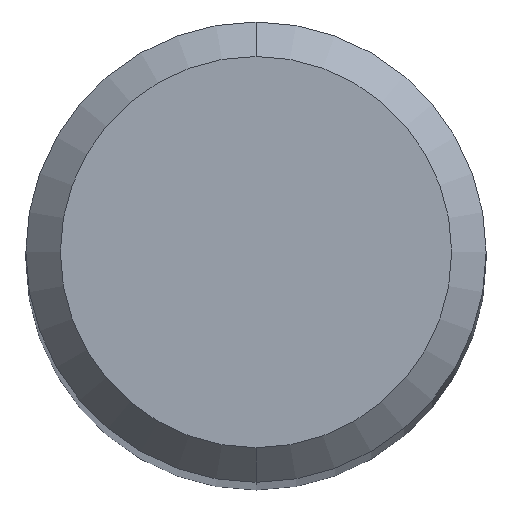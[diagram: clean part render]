
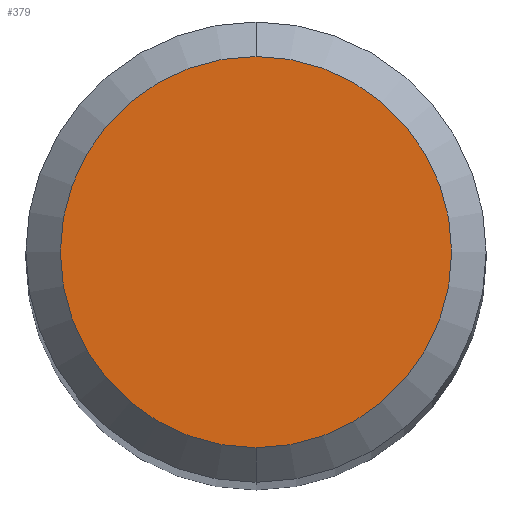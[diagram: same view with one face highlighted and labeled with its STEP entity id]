
A CAD part, top view. The second image highlights one B-rep face of the part: STEP entity #379.
In plain terms, the highlighted planar face has unit normal (0, 0, 1).
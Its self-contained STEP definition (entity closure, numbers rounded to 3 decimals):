
#355=EDGE_CURVE('',#545,#845,#1018,.T.);
#379=ADVANCED_FACE('',(#1042),#1043,.T.);
#545=VERTEX_POINT('',#1223);
#815=EDGE_CURVE('',#845,#545,#1520,.T.);
#845=VERTEX_POINT('',#1553);
#1018=CIRCLE('',#1733,1.7);
#1042=FACE_OUTER_BOUND('',#1812,.T.);
#1043=PLANE('',#1813);
#1223=CARTESIAN_POINT('',(0.0,1.7,0.0));
#1520=CIRCLE('',#3744,1.7);
#1553=CARTESIAN_POINT('',(0.,-1.7,0.0));
#1733=AXIS2_PLACEMENT_3D('',#4747,#4748,#4749);
#1812=EDGE_LOOP('',(#4754,#4755));
#1813=AXIS2_PLACEMENT_3D('',#4756,#4757,#4758);
#3744=AXIS2_PLACEMENT_3D('',#5309,#5310,#5311);
#4747=CARTESIAN_POINT('',(0.0,0.0,0.0));
#4748=DIRECTION('',(0.0,0.0,-1.0));
#4749=DIRECTION('',(0.0,1.0,0.0));
#4754=ORIENTED_EDGE('',*,*,#355,.F.);
#4755=ORIENTED_EDGE('',*,*,#815,.F.);
#4756=CARTESIAN_POINT('',(0.0,0.85,0.0));
#4757=DIRECTION('',(-0.0,0.0,1.0));
#4758=DIRECTION('',(0.0,-1.0,0.0));
#5309=CARTESIAN_POINT('',(0.0,0.0,0.0));
#5310=DIRECTION('',(0.0,0.0,-1.0));
#5311=DIRECTION('',(0.0,1.0,0.0));
